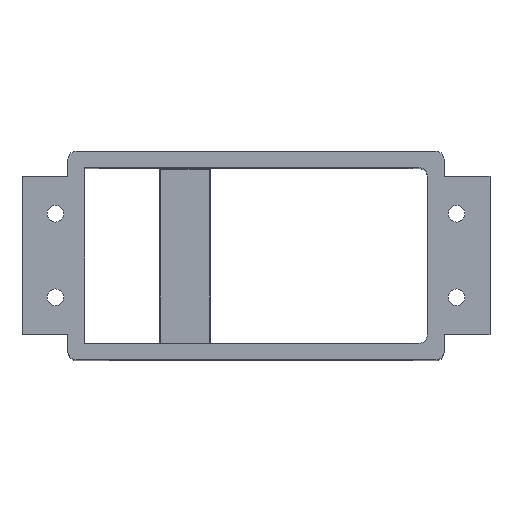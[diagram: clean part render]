
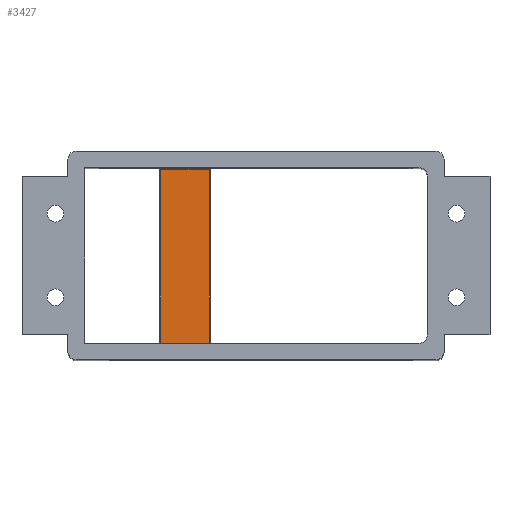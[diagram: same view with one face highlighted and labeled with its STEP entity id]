
A CAD part, top view. The second image highlights one B-rep face of the part: STEP entity #3427.
In plain terms, the highlighted planar face has unit normal (0, 0, 1).
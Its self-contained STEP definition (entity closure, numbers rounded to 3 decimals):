
#51 = EDGE_CURVE ( 'NONE', #4571, #8462, #144, .T. ) ;
#144 = LINE ( 'NONE', #6635, #1468 ) ;
#190 = DIRECTION ( 'NONE',  ( 1., 0., 0. ) ) ;
#245 = ORIENTED_EDGE ( 'NONE', *, *, #455, .T. ) ;
#455 = EDGE_CURVE ( 'NONE', #8462, #9184, #2646, .T. ) ;
#472 = VERTEX_POINT ( 'NONE', #5129 ) ;
#686 = LINE ( 'NONE', #4924, #843 ) ;
#843 = VECTOR ( 'NONE', #3911, 1000. ) ;
#1468 = VECTOR ( 'NONE', #190, 1000. ) ;
#2323 = VECTOR ( 'NONE', #10077, 1000. ) ;
#2646 = LINE ( 'NONE', #3603, #2323 ) ;
#2720 = EDGE_CURVE ( 'NONE', #472, #4571, #686, .T. ) ;
#3359 = DIRECTION ( 'NONE',  ( 1., 0., 0. ) ) ;
#3427 = ADVANCED_FACE ( 'NONE', ( #5459 ), #6304, .T. ) ;
#3534 = CARTESIAN_POINT ( 'NONE',  ( 14.9, 0.1, 14. ) ) ;
#3603 = CARTESIAN_POINT ( 'NONE',  ( 14.9, 21., 14. ) ) ;
#3887 = ORIENTED_EDGE ( 'NONE', *, *, #51, .T. ) ;
#3911 = DIRECTION ( 'NONE',  ( 0., -1., 0. ) ) ;
#4213 = AXIS2_PLACEMENT_3D ( 'NONE', #5512, #7941, #3359 ) ;
#4571 = VERTEX_POINT ( 'NONE', #9849 ) ;
#4780 = LINE ( 'NONE', #6303, #9182 ) ;
#4924 = CARTESIAN_POINT ( 'NONE',  ( 9.1, 0., 14. ) ) ;
#5129 = CARTESIAN_POINT ( 'NONE',  ( 9.1, 20.9, 14. ) ) ;
#5459 = FACE_OUTER_BOUND ( 'NONE', #7462, .T. ) ;
#5512 = CARTESIAN_POINT ( 'NONE',  ( 15., 21., 14. ) ) ;
#6303 = CARTESIAN_POINT ( 'NONE',  ( 9., 20.9, 14. ) ) ;
#6304 = PLANE ( 'NONE',  #4213 ) ;
#6635 = CARTESIAN_POINT ( 'NONE',  ( 15., 0.1, 14. ) ) ;
#7354 = CARTESIAN_POINT ( 'NONE',  ( 14.9, 20.9, 14. ) ) ;
#7462 = EDGE_LOOP ( 'NONE', ( #7914, #7513, #3887, #245 ) ) ;
#7513 = ORIENTED_EDGE ( 'NONE', *, *, #2720, .T. ) ;
#7885 = DIRECTION ( 'NONE',  ( -1., 0., 0. ) ) ;
#7914 = ORIENTED_EDGE ( 'NONE', *, *, #10191, .T. ) ;
#7941 = DIRECTION ( 'NONE',  ( 0., 0., 1. ) ) ;
#8462 = VERTEX_POINT ( 'NONE', #3534 ) ;
#9182 = VECTOR ( 'NONE', #7885, 1000. ) ;
#9184 = VERTEX_POINT ( 'NONE', #7354 ) ;
#9849 = CARTESIAN_POINT ( 'NONE',  ( 9.1, 0.1, 14. ) ) ;
#10077 = DIRECTION ( 'NONE',  ( 0., 1., 0. ) ) ;
#10191 = EDGE_CURVE ( 'NONE', #9184, #472, #4780, .T. ) ;
